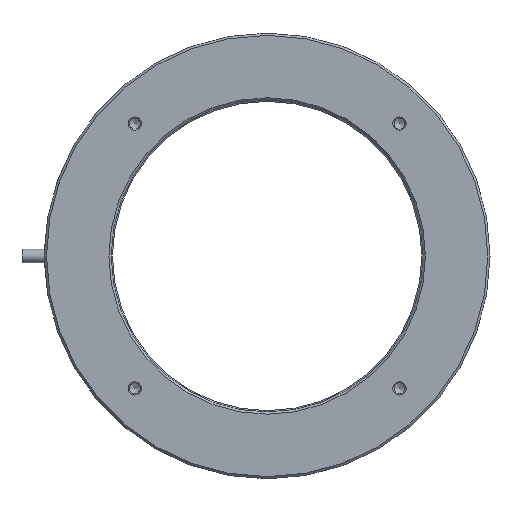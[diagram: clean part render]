
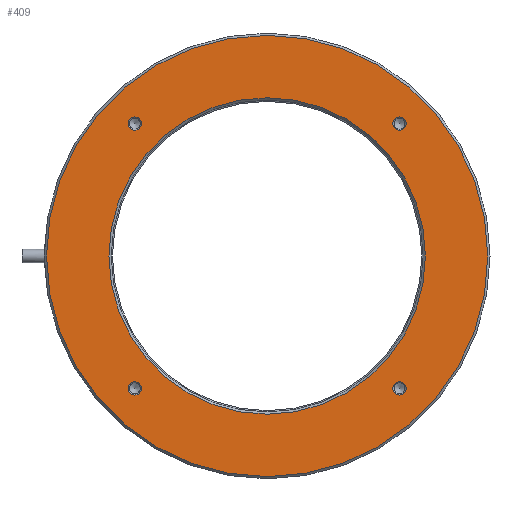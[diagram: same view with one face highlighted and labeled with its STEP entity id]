
A CAD part, left-side view. The second image highlights one B-rep face of the part: STEP entity #409.
In plain terms, the highlighted planar face has unit normal (-1, 0, 0).
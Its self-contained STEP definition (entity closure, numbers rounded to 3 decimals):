
#8 = ORIENTED_EDGE ( 'NONE', *, *, #349, .T. ) ;
#34 = ORIENTED_EDGE ( 'NONE', *, *, #387, .T. ) ;
#42 = EDGE_LOOP ( 'NONE', ( #124 ) ) ;
#45 = ORIENTED_EDGE ( 'NONE', *, *, #400, .T. ) ;
#60 = DIRECTION ( 'NONE',  ( 1., 0., 0. ) ) ;
#67 = EDGE_LOOP ( 'NONE', ( #140 ) ) ;
#83 = EDGE_LOOP ( 'NONE', ( #45 ) ) ;
#102 = EDGE_LOOP ( 'NONE', ( #161 ) ) ;
#106 = DIRECTION ( 'NONE',  ( 0., 0., 1. ) ) ;
#124 = ORIENTED_EDGE ( 'NONE', *, *, #406, .F. ) ;
#135 = CARTESIAN_POINT ( 'NONE',  ( 0., 0., 0. ) ) ;
#139 = EDGE_LOOP ( 'NONE', ( #34 ) ) ;
#140 = ORIENTED_EDGE ( 'NONE', *, *, #388, .T. ) ;
#157 = EDGE_LOOP ( 'NONE', ( #8 ) ) ;
#161 = ORIENTED_EDGE ( 'NONE', *, *, #391, .T. ) ;
#229 = CIRCLE ( 'NONE', #254, 49.5 ) ;
#237 = AXIS2_PLACEMENT_3D ( 'NONE', #571, #568, #567 ) ;
#245 = AXIS2_PLACEMENT_3D ( 'NONE', #416, #670, #677 ) ;
#254 = AXIS2_PLACEMENT_3D ( 'NONE', #708, #602, #706 ) ;
#265 = AXIS2_PLACEMENT_3D ( 'NONE', #422, #424, #423 ) ;
#273 = AXIS2_PLACEMENT_3D ( 'NONE', #135, #60, #106 ) ;
#274 = CIRCLE ( 'NONE', #245, 1.5 ) ;
#293 = CIRCLE ( 'NONE', #316, 1.5 ) ;
#294 = CIRCLE ( 'NONE', #273, 35.5 ) ;
#313 = CIRCLE ( 'NONE', #315, 1.5 ) ;
#315 = AXIS2_PLACEMENT_3D ( 'NONE', #623, #597, #596 ) ;
#316 = AXIS2_PLACEMENT_3D ( 'NONE', #643, #644, #645 ) ;
#321 = CIRCLE ( 'NONE', #265, 1.5 ) ;
#349 = EDGE_CURVE ( 'NONE', #552, #552, #294, .T. ) ;
#387 = EDGE_CURVE ( 'NONE', #532, #532, #293, .T. ) ;
#388 = EDGE_CURVE ( 'NONE', #530, #530, #313, .T. ) ;
#391 = EDGE_CURVE ( 'NONE', #584, #584, #274, .T. ) ;
#400 = EDGE_CURVE ( 'NONE', #451, #451, #321, .T. ) ;
#406 = EDGE_CURVE ( 'NONE', #514, #514, #229, .T. ) ;
#409 = ADVANCED_FACE ( 'NONE', ( #574, #598, #572, #570, #575, #573 ), #569, .T. ) ;
#416 = CARTESIAN_POINT ( 'NONE',  ( 0., -29.698, -29.698 ) ) ;
#422 = CARTESIAN_POINT ( 'NONE',  ( 0., -29.698, 29.698 ) ) ;
#423 = DIRECTION ( 'NONE',  ( 0., 0., 1. ) ) ;
#424 = DIRECTION ( 'NONE',  ( 1., 0., 0. ) ) ;
#450 = CARTESIAN_POINT ( 'NONE',  ( 0., -29.698, 31.198 ) ) ;
#451 = VERTEX_POINT ( 'NONE', #450 ) ;
#512 = CARTESIAN_POINT ( 'NONE',  ( 0., 49.5, 0. ) ) ;
#514 = VERTEX_POINT ( 'NONE', #512 ) ;
#526 = CARTESIAN_POINT ( 'NONE',  ( 0., -29.698, -28.198 ) ) ;
#527 = CARTESIAN_POINT ( 'NONE',  ( 0., 29.698, -28.198 ) ) ;
#530 = VERTEX_POINT ( 'NONE', #585 ) ;
#532 = VERTEX_POINT ( 'NONE', #527 ) ;
#549 = CARTESIAN_POINT ( 'NONE',  ( 0., 0., 35.5 ) ) ;
#552 = VERTEX_POINT ( 'NONE', #549 ) ;
#567 = DIRECTION ( 'NONE',  ( 0., 0., 1. ) ) ;
#568 = DIRECTION ( 'NONE',  ( -1., 0., 0. ) ) ;
#569 = PLANE ( 'NONE',  #237 ) ;
#570 = FACE_BOUND ( 'NONE', #83, .T. ) ;
#571 = CARTESIAN_POINT ( 'NONE',  ( 0., 49.5, 0. ) ) ;
#572 = FACE_BOUND ( 'NONE', #139, .T. ) ;
#573 = FACE_OUTER_BOUND ( 'NONE', #42, .T. ) ;
#574 = FACE_BOUND ( 'NONE', #67, .T. ) ;
#575 = FACE_BOUND ( 'NONE', #157, .T. ) ;
#584 = VERTEX_POINT ( 'NONE', #526 ) ;
#585 = CARTESIAN_POINT ( 'NONE',  ( 0., 29.698, 31.198 ) ) ;
#596 = DIRECTION ( 'NONE',  ( 0., 0., 1. ) ) ;
#597 = DIRECTION ( 'NONE',  ( 1., 0., 0. ) ) ;
#598 = FACE_BOUND ( 'NONE', #102, .T. ) ;
#602 = DIRECTION ( 'NONE',  ( 1., 0., 0. ) ) ;
#623 = CARTESIAN_POINT ( 'NONE',  ( 0., 29.698, 29.698 ) ) ;
#643 = CARTESIAN_POINT ( 'NONE',  ( 0., 29.698, -29.698 ) ) ;
#644 = DIRECTION ( 'NONE',  ( 1., 0., 0. ) ) ;
#645 = DIRECTION ( 'NONE',  ( 0., 0., 1. ) ) ;
#670 = DIRECTION ( 'NONE',  ( 1., 0., 0. ) ) ;
#677 = DIRECTION ( 'NONE',  ( 0., 0., 1. ) ) ;
#706 = DIRECTION ( 'NONE',  ( 0., 1., 0. ) ) ;
#708 = CARTESIAN_POINT ( 'NONE',  ( 0., 0., 0. ) ) ;
